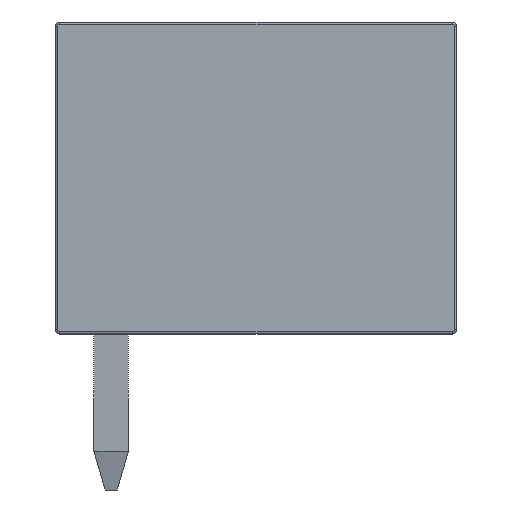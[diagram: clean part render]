
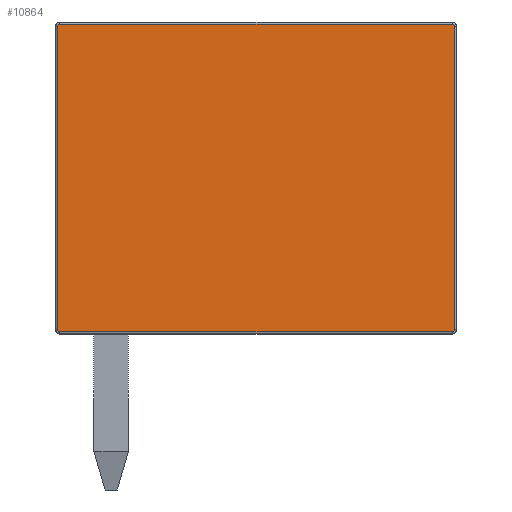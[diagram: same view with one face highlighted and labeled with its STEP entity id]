
A CAD part, left-side view. The second image highlights one B-rep face of the part: STEP entity #10864.
In plain terms, the highlighted planar face has unit normal (-1, 0, 0).
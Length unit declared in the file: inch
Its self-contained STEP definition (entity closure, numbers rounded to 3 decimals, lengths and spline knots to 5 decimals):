
#308=PLANE('',#11653);
#524=LINE('',#21576,#1263);
#525=LINE('',#21592,#1264);
#526=LINE('',#21611,#1265);
#528=LINE('',#21628,#1267);
#1263=VECTOR('',#13169,0.3937);
#1264=VECTOR('',#13178,0.3937);
#1265=VECTOR('',#13189,0.3937);
#1267=VECTOR('',#13199,0.3937);
#2350=FACE_OUTER_BOUND('',#3101,.T.);
#3101=EDGE_LOOP('',(#7699,#7700,#7701,#7702,#7703,#7704,#7705,#7706));
#3866=CIRCLE('',#11637,0.00197);
#3869=CIRCLE('',#11641,0.00197);
#3872=CIRCLE('',#11645,0.00197);
#3876=CIRCLE('',#11650,0.00197);
#4894=VERTEX_POINT('',#21568);
#4895=VERTEX_POINT('',#21570);
#4896=VERTEX_POINT('',#21574);
#4897=VERTEX_POINT('',#21586);
#4898=VERTEX_POINT('',#21590);
#4900=VERTEX_POINT('',#21603);
#4902=VERTEX_POINT('',#21609);
#4904=VERTEX_POINT('',#21623);
#5910=EDGE_CURVE('',#4895,#4894,#3866,.T.);
#5912=EDGE_CURVE('',#4896,#4895,#524,.T.);
#5914=EDGE_CURVE('',#4897,#4896,#3869,.T.);
#5916=EDGE_CURVE('',#4898,#4897,#525,.T.);
#5918=EDGE_CURVE('',#4900,#4898,#3872,.T.);
#5921=EDGE_CURVE('',#4902,#4900,#526,.T.);
#5924=EDGE_CURVE('',#4904,#4902,#3876,.T.);
#5926=EDGE_CURVE('',#4894,#4904,#528,.T.);
#7699=ORIENTED_EDGE('',*,*,#5910,.F.);
#7700=ORIENTED_EDGE('',*,*,#5912,.F.);
#7701=ORIENTED_EDGE('',*,*,#5914,.F.);
#7702=ORIENTED_EDGE('',*,*,#5916,.F.);
#7703=ORIENTED_EDGE('',*,*,#5918,.F.);
#7704=ORIENTED_EDGE('',*,*,#5921,.F.);
#7705=ORIENTED_EDGE('',*,*,#5924,.F.);
#7706=ORIENTED_EDGE('',*,*,#5926,.F.);
#10864=ADVANCED_FACE('',(#2350),#308,.F.);
#11637=AXIS2_PLACEMENT_3D('',#21572,#13163,#13164);
#11641=AXIS2_PLACEMENT_3D('',#21588,#13172,#13173);
#11645=AXIS2_PLACEMENT_3D('',#21605,#13181,#13182);
#11650=AXIS2_PLACEMENT_3D('',#21625,#13193,#13194);
#11653=AXIS2_PLACEMENT_3D('',#21630,#13201,#13202);
#13163=DIRECTION('center_axis',(1.,0.,0.));
#13164=DIRECTION('ref_axis',(0.,-0.707,0.707));
#13169=DIRECTION('',(0.,-1.,0.));
#13172=DIRECTION('center_axis',(1.,0.,0.));
#13173=DIRECTION('ref_axis',(0.,0.707,0.707));
#13178=DIRECTION('',(0.,0.,1.));
#13181=DIRECTION('center_axis',(1.,0.,0.));
#13182=DIRECTION('ref_axis',(0.,0.707,-0.707));
#13189=DIRECTION('',(0.,1.,0.));
#13193=DIRECTION('center_axis',(1.,0.,0.));
#13194=DIRECTION('ref_axis',(0.,-0.707,-0.707));
#13199=DIRECTION('',(0.,0.,-1.));
#13201=DIRECTION('center_axis',(1.,0.,0.));
#13202=DIRECTION('ref_axis',(0.,0.,-1.));
#21568=CARTESIAN_POINT('',(-0.373,-0.30803,0.27606));
#21570=CARTESIAN_POINT('',(-0.373,-0.30606,0.27803));
#21572=CARTESIAN_POINT('Origin',(-0.373,-0.30606,0.27606));
#21574=CARTESIAN_POINT('',(-0.373,0.04606,0.27803));
#21576=CARTESIAN_POINT('',(-0.373,-0.31,0.27803));
#21586=CARTESIAN_POINT('',(-0.373,0.04803,0.27606));
#21588=CARTESIAN_POINT('Origin',(-0.373,0.04606,0.27606));
#21590=CARTESIAN_POINT('',(-0.373,0.04803,0.00394));
#21592=CARTESIAN_POINT('',(-0.373,0.04803,0.15253));
#21603=CARTESIAN_POINT('',(-0.373,0.04606,0.00197));
#21605=CARTESIAN_POINT('Origin',(-0.373,0.04606,0.00394));
#21609=CARTESIAN_POINT('',(-0.373,-0.30606,0.00197));
#21611=CARTESIAN_POINT('',(-0.373,-0.31,0.00197));
#21623=CARTESIAN_POINT('',(-0.373,-0.30803,0.00394));
#21625=CARTESIAN_POINT('Origin',(-0.373,-0.30606,0.00394));
#21628=CARTESIAN_POINT('',(-0.373,-0.30803,0.15253));
#21630=CARTESIAN_POINT('Origin',(-0.373,-0.31,0.30505));
